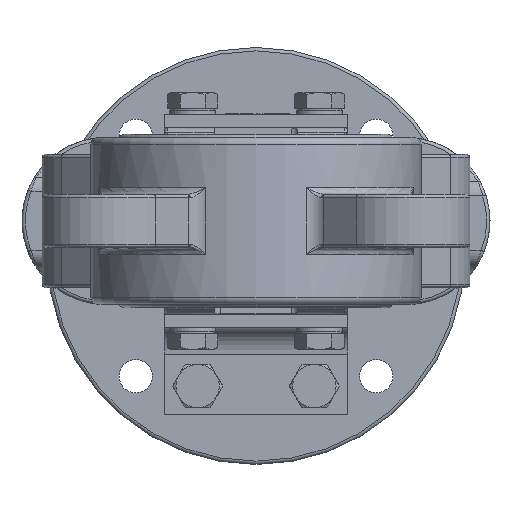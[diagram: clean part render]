
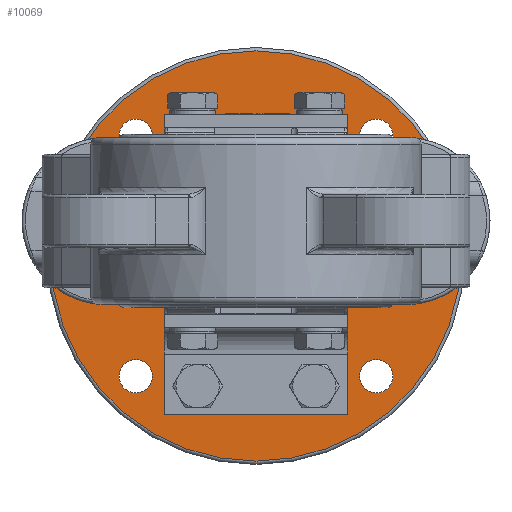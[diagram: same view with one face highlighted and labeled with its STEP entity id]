
A CAD part, front view. The second image highlights one B-rep face of the part: STEP entity #10069.
In plain terms, the highlighted planar face has unit normal (0, -1, 0).
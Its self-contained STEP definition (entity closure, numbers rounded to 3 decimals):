
#583=FACE_BOUND('',#1992,.T.);
#584=FACE_BOUND('',#1993,.T.);
#585=FACE_BOUND('',#1994,.T.);
#586=FACE_BOUND('',#1995,.T.);
#587=FACE_BOUND('',#1996,.T.);
#773=PLANE('',#11271);
#1342=FACE_OUTER_BOUND('',#1991,.T.);
#1991=EDGE_LOOP('',(#8454));
#1992=EDGE_LOOP('',(#8455));
#1993=EDGE_LOOP('',(#8456));
#1994=EDGE_LOOP('',(#8457));
#1995=EDGE_LOOP('',(#8458));
#1996=EDGE_LOOP('',(#8459));
#3819=CIRCLE('',#11266,61.5);
#3823=CIRCLE('',#11272,28.);
#3824=CIRCLE('',#11273,5.);
#3825=CIRCLE('',#11274,5.);
#3826=CIRCLE('',#11275,5.);
#3827=CIRCLE('',#11276,5.);
#4636=VERTEX_POINT('',#18952);
#4639=VERTEX_POINT('',#18963);
#4640=VERTEX_POINT('',#18965);
#4641=VERTEX_POINT('',#18967);
#4642=VERTEX_POINT('',#18969);
#4643=VERTEX_POINT('',#18971);
#5925=EDGE_CURVE('',#4636,#4636,#3819,.T.);
#5930=EDGE_CURVE('',#4639,#4639,#3823,.T.);
#5931=EDGE_CURVE('',#4640,#4640,#3824,.T.);
#5932=EDGE_CURVE('',#4641,#4641,#3825,.T.);
#5933=EDGE_CURVE('',#4642,#4642,#3826,.T.);
#5934=EDGE_CURVE('',#4643,#4643,#3827,.T.);
#8454=ORIENTED_EDGE('',*,*,#5925,.F.);
#8455=ORIENTED_EDGE('',*,*,#5930,.F.);
#8456=ORIENTED_EDGE('',*,*,#5931,.F.);
#8457=ORIENTED_EDGE('',*,*,#5932,.F.);
#8458=ORIENTED_EDGE('',*,*,#5933,.F.);
#8459=ORIENTED_EDGE('',*,*,#5934,.F.);
#10069=ADVANCED_FACE('',(#1342,#583,#584,#585,#586,#587),#773,.F.);
#11266=AXIS2_PLACEMENT_3D('',#18954,#13807,#13808);
#11271=AXIS2_PLACEMENT_3D('',#18962,#13818,#13819);
#11272=AXIS2_PLACEMENT_3D('',#18964,#13820,#13821);
#11273=AXIS2_PLACEMENT_3D('',#18966,#13822,#13823);
#11274=AXIS2_PLACEMENT_3D('',#18968,#13824,#13825);
#11275=AXIS2_PLACEMENT_3D('',#18970,#13826,#13827);
#11276=AXIS2_PLACEMENT_3D('',#18972,#13828,#13829);
#13807=DIRECTION('center_axis',(0.,1.,0.));
#13808=DIRECTION('ref_axis',(1.,0.,0.));
#13818=DIRECTION('center_axis',(0.,1.,0.));
#13819=DIRECTION('ref_axis',(0.,0.,1.));
#13820=DIRECTION('center_axis',(0.,-1.,0.));
#13821=DIRECTION('ref_axis',(-1.,0.,0.));
#13822=DIRECTION('center_axis',(0.,-1.,0.));
#13823=DIRECTION('ref_axis',(1.,0.,0.));
#13824=DIRECTION('center_axis',(0.,-1.,0.));
#13825=DIRECTION('ref_axis',(1.,0.,0.));
#13826=DIRECTION('center_axis',(0.,-1.,0.));
#13827=DIRECTION('ref_axis',(1.,0.,0.));
#13828=DIRECTION('center_axis',(0.,-1.,0.));
#13829=DIRECTION('ref_axis',(1.,0.,0.));
#18952=CARTESIAN_POINT('',(0.,0.,-61.5));
#18954=CARTESIAN_POINT('Origin',(0.,0.,0.));
#18962=CARTESIAN_POINT('Origin',(0.,0.,0.));
#18963=CARTESIAN_POINT('',(0.,0.,-28.));
#18964=CARTESIAN_POINT('Origin',(0.,0.,0.));
#18965=CARTESIAN_POINT('',(31.062,0.,-36.062));
#18966=CARTESIAN_POINT('Origin',(36.062,0.,-36.062));
#18967=CARTESIAN_POINT('',(31.062,0.,36.062));
#18968=CARTESIAN_POINT('Origin',(36.062,0.,36.062));
#18969=CARTESIAN_POINT('',(-41.062,0.,36.062));
#18970=CARTESIAN_POINT('Origin',(-36.062,0.,36.062));
#18971=CARTESIAN_POINT('',(-41.062,0.,-36.062));
#18972=CARTESIAN_POINT('Origin',(-36.062,0.,-36.062));
